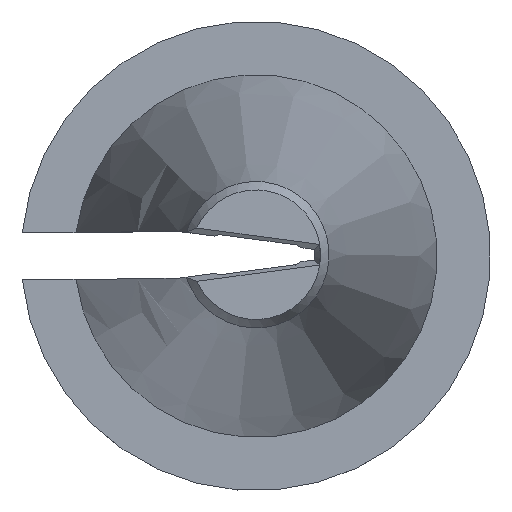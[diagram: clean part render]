
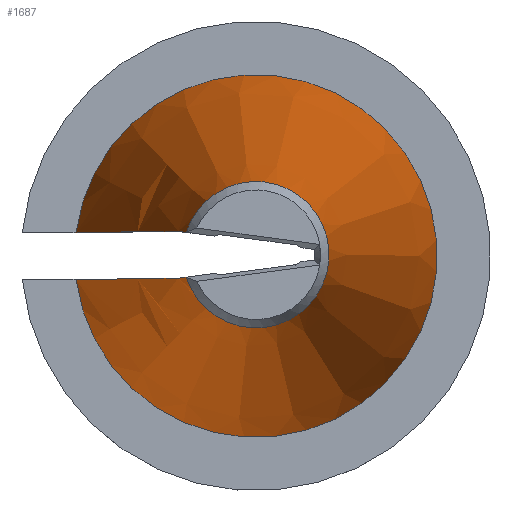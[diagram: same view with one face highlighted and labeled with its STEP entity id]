
A CAD part, top view. The second image highlights one B-rep face of the part: STEP entity #1687.
In plain terms, the highlighted conical face has half-angle 8.531 degrees and reference radius 24.765 mm.
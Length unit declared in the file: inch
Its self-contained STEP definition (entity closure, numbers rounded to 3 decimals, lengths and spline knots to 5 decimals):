
#15=(
BOUNDED_CURVE()
B_SPLINE_CURVE(2,(#3329,#3330,#3331),.UNSPECIFIED.,.F.,.F.)
B_SPLINE_CURVE_WITH_KNOTS((3,3),(0.,8.59973),.UNSPECIFIED.)
CURVE()
GEOMETRIC_REPRESENTATION_ITEM()
RATIONAL_B_SPLINE_CURVE((1.,1.102,1.031))
REPRESENTATION_ITEM('')
);
#18=(
BOUNDED_CURVE()
B_SPLINE_CURVE(2,(#3356,#3357,#3358),.UNSPECIFIED.,.F.,.F.)
B_SPLINE_CURVE_WITH_KNOTS((3,3),(1.5185,10.11823),
 .UNSPECIFIED.)
CURVE()
GEOMETRIC_REPRESENTATION_ITEM()
RATIONAL_B_SPLINE_CURVE((1.031,1.102,1.))
REPRESENTATION_ITEM('')
);
#24=CIRCLE('',#1742,0.38983);
#32=CIRCLE('',#1760,0.96563);
#37=CONICAL_SURFACE('',#1761,0.975,0.149);
#178=FACE_OUTER_BOUND('',#272,.T.);
#272=EDGE_LOOP('',(#1491,#1492,#1493,#1494,#1495,#1496,#1497,#1498));
#612=B_SPLINE_CURVE_WITH_KNOTS('',3,(#3090,#3091,#3092,#3093),
 .UNSPECIFIED.,.F.,.F.,(4,4),(0.,0.00299),.UNSPECIFIED.);
#624=B_SPLINE_CURVE_WITH_KNOTS('',3,(#3181,#3182,#3183,#3184),
 .UNSPECIFIED.,.F.,.F.,(4,4),(0.26803,0.27102),
 .UNSPECIFIED.);
#633=B_SPLINE_CURVE_WITH_KNOTS('',3,(#3245,#3246,#3247,#3248),
 .UNSPECIFIED.,.F.,.F.,(4,4),(0.,0.72018),.UNSPECIFIED.);
#635=B_SPLINE_CURVE_WITH_KNOTS('',3,(#3288,#3289,#3290,#3291),
 .UNSPECIFIED.,.F.,.F.,(4,4),(2.64452,3.00309),
 .UNSPECIFIED.);
#774=VERTEX_POINT('',#3084);
#775=VERTEX_POINT('',#3089);
#786=VERTEX_POINT('',#3172);
#787=VERTEX_POINT('',#3180);
#794=VERTEX_POINT('',#3240);
#795=VERTEX_POINT('',#3287);
#798=VERTEX_POINT('',#3328);
#805=VERTEX_POINT('',#3354);
#1006=EDGE_CURVE('',#774,#775,#612,.T.);
#1020=EDGE_CURVE('',#786,#787,#624,.T.);
#1025=EDGE_CURVE('',#775,#786,#24,.T.);
#1032=EDGE_CURVE('',#794,#774,#633,.T.);
#1035=EDGE_CURVE('',#795,#787,#635,.F.);
#1040=EDGE_CURVE('',#798,#795,#15,.T.);
#1051=EDGE_CURVE('',#794,#805,#18,.T.);
#1055=EDGE_CURVE('',#798,#805,#32,.T.);
#1491=ORIENTED_EDGE('',*,*,#1006,.F.);
#1492=ORIENTED_EDGE('',*,*,#1032,.F.);
#1493=ORIENTED_EDGE('',*,*,#1051,.T.);
#1494=ORIENTED_EDGE('',*,*,#1055,.F.);
#1495=ORIENTED_EDGE('',*,*,#1040,.T.);
#1496=ORIENTED_EDGE('',*,*,#1035,.T.);
#1497=ORIENTED_EDGE('',*,*,#1020,.F.);
#1498=ORIENTED_EDGE('',*,*,#1025,.F.);
#1687=ADVANCED_FACE('',(#178),#37,.T.);
#1742=AXIS2_PLACEMENT_3D('',#3201,#1965,#1966);
#1760=AXIS2_PLACEMENT_3D('',#3365,#2007,#2008);
#1761=AXIS2_PLACEMENT_3D('',#3366,#2009,#2010);
#1965=DIRECTION('center_axis',(0.,0.,1.));
#1966=DIRECTION('ref_axis',(1.,0.,0.));
#2007=DIRECTION('center_axis',(0.,0.,-1.));
#2008=DIRECTION('ref_axis',(1.,0.,0.));
#2009=DIRECTION('center_axis',(0.,0.,-1.));
#2010=DIRECTION('ref_axis',(1.,0.,0.));
#3084=CARTESIAN_POINT('',(-0.37129,-0.11935,3.9));
#3089=CARTESIAN_POINT('',(-0.37102,-0.11965,3.90111));
#3090=CARTESIAN_POINT('Ctrl Pts',(-0.37129,-0.11935,
3.9));
#3091=CARTESIAN_POINT('Ctrl Pts',(-0.3712,-0.11945,
3.90037));
#3092=CARTESIAN_POINT('Ctrl Pts',(-0.37111,-0.11955,
3.90074));
#3093=CARTESIAN_POINT('Ctrl Pts',(-0.37102,-0.11965,
3.90111));
#3172=CARTESIAN_POINT('',(-0.37102,0.11965,3.90111));
#3180=CARTESIAN_POINT('',(-0.37129,0.11935,3.9));
#3181=CARTESIAN_POINT('Ctrl Pts',(-0.37102,0.11965,
3.90111));
#3182=CARTESIAN_POINT('Ctrl Pts',(-0.37111,0.11955,
3.90074));
#3183=CARTESIAN_POINT('Ctrl Pts',(-0.3712,0.11945,
3.90037));
#3184=CARTESIAN_POINT('Ctrl Pts',(-0.37129,0.11935,
3.9));
#3201=CARTESIAN_POINT('Origin',(0.,0.,3.90111));
#3240=CARTESIAN_POINT('',(-0.41359,-0.125,3.61956));
#3245=CARTESIAN_POINT('Ctrl Pts',(-0.41359,-0.125,3.61956));
#3246=CARTESIAN_POINT('Ctrl Pts',(-0.39952,-0.12312,
3.713));
#3247=CARTESIAN_POINT('Ctrl Pts',(-0.38538,-0.12123,
3.80673));
#3248=CARTESIAN_POINT('Ctrl Pts',(-0.37129,-0.11935,
3.9));
#3287=CARTESIAN_POINT('',(-0.41359,0.125,3.61956));
#3288=CARTESIAN_POINT('Ctrl Pts',(-0.37129,0.11935,
3.9));
#3289=CARTESIAN_POINT('Ctrl Pts',(-0.38538,0.12123,
3.80673));
#3290=CARTESIAN_POINT('Ctrl Pts',(-0.39952,0.12312,3.713));
#3291=CARTESIAN_POINT('Ctrl Pts',(-0.41359,0.125,3.61956));
#3328=CARTESIAN_POINT('',(-0.9575,0.125,0.0625));
#3329=CARTESIAN_POINT('Ctrl Pts',(-0.9575,0.125,0.0625));
#3330=CARTESIAN_POINT('Ctrl Pts',(-0.58173,0.125,2.54657));
#3331=CARTESIAN_POINT('Ctrl Pts',(-0.41359,0.125,3.61956));
#3354=CARTESIAN_POINT('',(-0.9575,-0.125,0.0625));
#3356=CARTESIAN_POINT('Ctrl Pts',(-0.41359,-0.125,3.61956));
#3357=CARTESIAN_POINT('Ctrl Pts',(-0.58173,-0.125,2.54657));
#3358=CARTESIAN_POINT('Ctrl Pts',(-0.9575,-0.125,0.0625));
#3365=CARTESIAN_POINT('Origin',(0.,0.,0.0625));
#3366=CARTESIAN_POINT('Origin',(0.,0.,0.));
